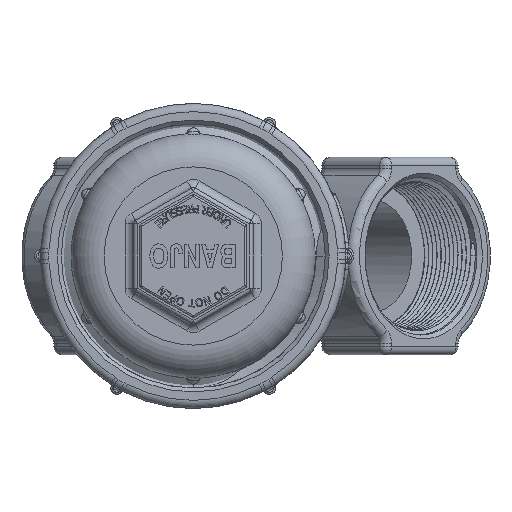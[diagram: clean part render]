
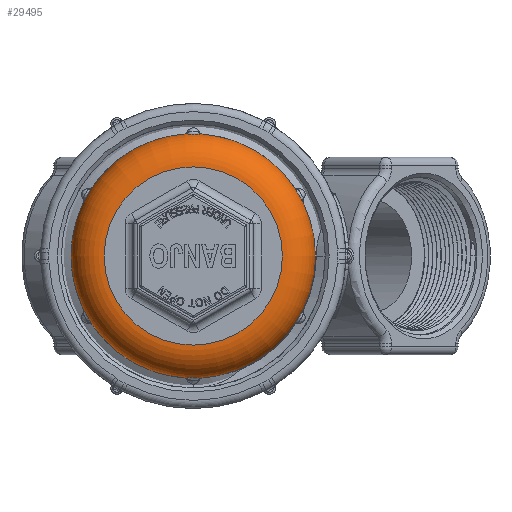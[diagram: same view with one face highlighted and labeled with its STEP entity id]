
A CAD part, front view. The second image highlights one B-rep face of the part: STEP entity #29495.
In plain terms, the highlighted toroidal (fillet/blend) face has major radius 34.319 mm and minor radius 12.7 mm.
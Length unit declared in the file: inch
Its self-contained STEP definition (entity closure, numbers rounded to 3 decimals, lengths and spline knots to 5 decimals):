
#243=TOROIDAL_SURFACE('',#32169,1.35115,0.5);
#2989=FACE_OUTER_BOUND('',#4781,.T.);
#4781=EDGE_LOOP('',(#23242,#23243,#23244,#23245,#23246,#23247,#23248,#23249,
#23250,#23251,#23252,#23253,#23254,#23255,#23256,#23257,#23258));
#6256=CIRCLE('',#31895,1.85115);
#6257=CIRCLE('',#31896,1.85115);
#6258=CIRCLE('',#31897,1.85115);
#6259=CIRCLE('',#31898,1.85115);
#6260=CIRCLE('',#31899,1.85115);
#6261=CIRCLE('',#31900,1.85115);
#6262=CIRCLE('',#31901,1.85115);
#6291=CIRCLE('',#31950,1.35115);
#6409=CIRCLE('',#32170,0.5);
#7058=B_SPLINE_CURVE_WITH_KNOTS('',3,(#57332,#57333,#57334,#57335,#57336,
#57337,#57338),.UNSPECIFIED.,.F.,.F.,(4,1,1,1,4),(-3.08979,-2.87316,
-2.76485,-2.54822,-2.33159),.UNSPECIFIED.);
#7061=B_SPLINE_CURVE_WITH_KNOTS('',3,(#57428,#57429,#57430,#57431,#57432,
#57433,#57434),.UNSPECIFIED.,.F.,.F.,(4,1,1,1,4),(-3.08979,-2.87316,
-2.76485,-2.54822,-2.33159),.UNSPECIFIED.);
#7062=B_SPLINE_CURVE_WITH_KNOTS('',3,(#57436,#57437,#57438,#57439,#57440),
 .UNSPECIFIED.,.F.,.F.,(4,1,4),(-0.37913,-0.21663,0.),
 .UNSPECIFIED.);
#7063=B_SPLINE_CURVE_WITH_KNOTS('',3,(#57442,#57443,#57444,#57445,#57446,
#57447),.UNSPECIFIED.,.F.,.F.,(4,1,1,4),(-0.75821,-0.54158,
-0.43326,-0.37913),.UNSPECIFIED.);
#7064=B_SPLINE_CURVE_WITH_KNOTS('',3,(#57448,#57449,#57450,#57451,#57452,
#57453,#57454),.UNSPECIFIED.,.F.,.F.,(4,1,1,1,4),(-0.75821,-0.54158,
-0.32495,-0.10832,0.),.UNSPECIFIED.);
#7065=B_SPLINE_CURVE_WITH_KNOTS('',3,(#57455,#57456,#57457,#57458,#57459,
#57460,#57461),.UNSPECIFIED.,.F.,.F.,(4,1,1,1,4),(-0.75821,-0.54158,
-0.32495,-0.10832,0.),
 .UNSPECIFIED.);
#7066=B_SPLINE_CURVE_WITH_KNOTS('',3,(#57462,#57463,#57464,#57465,#57466,
#57467,#57468),.UNSPECIFIED.,.F.,.F.,(4,1,1,1,4),(-3.08979,-2.87316,
-2.76485,-2.54822,-2.33159),.UNSPECIFIED.);
#13303=VERTEX_POINT('',#56066);
#13304=VERTEX_POINT('',#56068);
#13309=VERTEX_POINT('',#56089);
#13310=VERTEX_POINT('',#56094);
#13315=VERTEX_POINT('',#56114);
#13316=VERTEX_POINT('',#56119);
#13321=VERTEX_POINT('',#56139);
#13322=VERTEX_POINT('',#56144);
#13327=VERTEX_POINT('',#56164);
#13328=VERTEX_POINT('',#56169);
#13333=VERTEX_POINT('',#56189);
#13334=VERTEX_POINT('',#56194);
#13339=VERTEX_POINT('',#56215);
#13383=VERTEX_POINT('',#56497);
#13513=VERTEX_POINT('',#57435);
#16721=EDGE_CURVE('',#13303,#13304,#6256,.T.);
#16727=EDGE_CURVE('',#13309,#13310,#6257,.T.);
#16733=EDGE_CURVE('',#13315,#13316,#6258,.T.);
#16739=EDGE_CURVE('',#13321,#13322,#6259,.T.);
#16745=EDGE_CURVE('',#13327,#13328,#6260,.T.);
#16751=EDGE_CURVE('',#13334,#13333,#6261,.F.);
#16757=EDGE_CURVE('',#13339,#13303,#6262,.T.);
#16821=EDGE_CURVE('',#13383,#13383,#6291,.T.);
#17052=EDGE_CURVE('',#13322,#13327,#7058,.T.);
#17057=EDGE_CURVE('',#13316,#13321,#7061,.T.);
#17058=EDGE_CURVE('',#13513,#13315,#7062,.T.);
#17059=EDGE_CURVE('',#13513,#13383,#6409,.T.);
#17060=EDGE_CURVE('',#13310,#13513,#7063,.T.);
#17061=EDGE_CURVE('',#13304,#13309,#7064,.T.);
#17062=EDGE_CURVE('',#13334,#13339,#7065,.T.);
#17063=EDGE_CURVE('',#13328,#13333,#7066,.T.);
#23242=ORIENTED_EDGE('',*,*,#17052,.F.);
#23243=ORIENTED_EDGE('',*,*,#16739,.F.);
#23244=ORIENTED_EDGE('',*,*,#17057,.F.);
#23245=ORIENTED_EDGE('',*,*,#16733,.F.);
#23246=ORIENTED_EDGE('',*,*,#17058,.F.);
#23247=ORIENTED_EDGE('',*,*,#17059,.T.);
#23248=ORIENTED_EDGE('',*,*,#16821,.T.);
#23249=ORIENTED_EDGE('',*,*,#17059,.F.);
#23250=ORIENTED_EDGE('',*,*,#17060,.F.);
#23251=ORIENTED_EDGE('',*,*,#16727,.F.);
#23252=ORIENTED_EDGE('',*,*,#17061,.F.);
#23253=ORIENTED_EDGE('',*,*,#16721,.F.);
#23254=ORIENTED_EDGE('',*,*,#16757,.F.);
#23255=ORIENTED_EDGE('',*,*,#17062,.F.);
#23256=ORIENTED_EDGE('',*,*,#16751,.T.);
#23257=ORIENTED_EDGE('',*,*,#17063,.F.);
#23258=ORIENTED_EDGE('',*,*,#16745,.F.);
#29495=ADVANCED_FACE('',(#2989),#243,.T.);
#31895=AXIS2_PLACEMENT_3D('',#56069,#35866,#35867);
#31896=AXIS2_PLACEMENT_3D('',#56095,#35870,#35871);
#31897=AXIS2_PLACEMENT_3D('',#56120,#35874,#35875);
#31898=AXIS2_PLACEMENT_3D('',#56145,#35878,#35879);
#31899=AXIS2_PLACEMENT_3D('',#56170,#35882,#35883);
#31900=AXIS2_PLACEMENT_3D('',#56195,#35886,#35887);
#31901=AXIS2_PLACEMENT_3D('',#56220,#35890,#35891);
#31950=AXIS2_PLACEMENT_3D('',#56498,#36014,#36015);
#32169=AXIS2_PLACEMENT_3D('',#57427,#36541,#36542);
#32170=AXIS2_PLACEMENT_3D('',#57441,#36543,#36544);
#35866=DIRECTION('center_axis',(0.,1.,0.));
#35867=DIRECTION('ref_axis',(-1.,0.,0.));
#35870=DIRECTION('center_axis',(0.,1.,0.));
#35871=DIRECTION('ref_axis',(-1.,0.,0.));
#35874=DIRECTION('center_axis',(0.,1.,0.));
#35875=DIRECTION('ref_axis',(-1.,0.,0.));
#35878=DIRECTION('center_axis',(0.,1.,0.));
#35879=DIRECTION('ref_axis',(-1.,0.,0.));
#35882=DIRECTION('center_axis',(0.,1.,0.));
#35883=DIRECTION('ref_axis',(-1.,0.,0.));
#35886=DIRECTION('center_axis',(0.,1.,0.));
#35887=DIRECTION('ref_axis',(-1.,0.,0.));
#35890=DIRECTION('center_axis',(0.,1.,0.));
#35891=DIRECTION('ref_axis',(-1.,0.,0.));
#36014=DIRECTION('center_axis',(0.,1.,0.));
#36015=DIRECTION('ref_axis',(-1.,0.,0.));
#36541=DIRECTION('center_axis',(0.,1.,0.));
#36542=DIRECTION('ref_axis',(0.,0.,1.));
#36543=DIRECTION('center_axis',(-1.,0.,0.));
#36544=DIRECTION('ref_axis',(0.,0.,-1.));
#56066=CARTESIAN_POINT('',(1.85115,-2.92,0.));
#56068=CARTESIAN_POINT('',(1.66,-2.92,-0.81925));
#56069=CARTESIAN_POINT('Origin',(0.,-2.92,0.));
#56089=CARTESIAN_POINT('',(1.53949,-2.92,-1.02798));
#56094=CARTESIAN_POINT('',(0.12051,-2.92,-1.84722));
#56095=CARTESIAN_POINT('Origin',(0.,-2.92,0.));
#56114=CARTESIAN_POINT('',(-0.12051,-2.92,-1.84722));
#56119=CARTESIAN_POINT('',(-1.53949,-2.92,-1.02798));
#56120=CARTESIAN_POINT('Origin',(0.,-2.92,0.));
#56139=CARTESIAN_POINT('',(-1.66,-2.92,-0.81925));
#56144=CARTESIAN_POINT('',(-1.66,-2.92,0.81925));
#56145=CARTESIAN_POINT('Origin',(0.,-2.92,0.));
#56164=CARTESIAN_POINT('',(-1.53949,-2.92,1.02798));
#56169=CARTESIAN_POINT('',(-0.12051,-2.92,1.84722));
#56170=CARTESIAN_POINT('Origin',(0.,-2.92,0.));
#56189=CARTESIAN_POINT('',(0.12051,-2.92,1.84722));
#56194=CARTESIAN_POINT('',(1.53949,-2.92,1.02798));
#56195=CARTESIAN_POINT('Origin',(0.,-2.92,0.));
#56215=CARTESIAN_POINT('',(1.66,-2.92,0.81925));
#56220=CARTESIAN_POINT('Origin',(0.,-2.92,0.));
#56497=CARTESIAN_POINT('',(0.,-3.42,-1.35115));
#56498=CARTESIAN_POINT('Origin',(0.,-3.42,0.));
#57332=CARTESIAN_POINT('Ctrl Pts',(-1.66,-2.92,
0.81925));
#57333=CARTESIAN_POINT('Ctrl Pts',(-1.65372,-2.94189,
0.83197));
#57334=CARTESIAN_POINT('Ctrl Pts',(-1.63734,-2.96891,
0.85955));
#57335=CARTESIAN_POINT('Ctrl Pts',(-1.60325,-2.98727,0.91692));
#57336=CARTESIAN_POINT('Ctrl Pts',(-1.5682,-2.97796,
0.97884));
#57337=CARTESIAN_POINT('Ctrl Pts',(-1.54733,-2.94179,
1.01623));
#57338=CARTESIAN_POINT('Ctrl Pts',(-1.53949,-2.92,1.02798));
#57427=CARTESIAN_POINT('Origin',(0.,-2.92,0.));
#57428=CARTESIAN_POINT('Ctrl Pts',(-1.53949,-2.92,
-1.02798));
#57429=CARTESIAN_POINT('Ctrl Pts',(-1.54736,-2.94189,
-1.01618));
#57430=CARTESIAN_POINT('Ctrl Pts',(-1.56306,-2.96891,-0.98821));
#57431=CARTESIAN_POINT('Ctrl Pts',(-1.5957,-2.98727,
-0.92999));
#57432=CARTESIAN_POINT('Ctrl Pts',(-1.6318,-2.97796,
-0.86868));
#57433=CARTESIAN_POINT('Ctrl Pts',(-1.65375,-2.94179,
-0.83191));
#57434=CARTESIAN_POINT('Ctrl Pts',(-1.66,-2.92,-0.81925));
#57435=CARTESIAN_POINT('',(0.,-2.98314,-1.84714));
#57436=CARTESIAN_POINT('Ctrl Pts',(0.,-2.98311,
-1.84714));
#57437=CARTESIAN_POINT('Ctrl Pts',(-0.02069,-2.9831,
-1.84716));
#57438=CARTESIAN_POINT('Ctrl Pts',(-0.06895,-2.97344,
-1.8476));
#57439=CARTESIAN_POINT('Ctrl Pts',(-0.10642,-2.94179,
-1.84814));
#57440=CARTESIAN_POINT('Ctrl Pts',(-0.12051,-2.92,-1.84722));
#57441=CARTESIAN_POINT('Origin',(0.,-2.92,-1.35115));
#57442=CARTESIAN_POINT('Ctrl Pts',(0.12051,-2.92,
-1.84722));
#57443=CARTESIAN_POINT('Ctrl Pts',(0.10635,-2.94189,
-1.84815));
#57444=CARTESIAN_POINT('Ctrl Pts',(0.07428,-2.96891,
-1.84775));
#57445=CARTESIAN_POINT('Ctrl Pts',(0.02757,-2.98176,
-1.84717));
#57446=CARTESIAN_POINT('Ctrl Pts',(0.00689,-2.98312,
-1.84713));
#57447=CARTESIAN_POINT('Ctrl Pts',(0.,-2.98311,
-1.84714));
#57448=CARTESIAN_POINT('Ctrl Pts',(1.66,-2.92,-0.81925));
#57449=CARTESIAN_POINT('Ctrl Pts',(1.65372,-2.94189,-0.83197));
#57450=CARTESIAN_POINT('Ctrl Pts',(1.63181,-2.97795,-0.86868));
#57451=CARTESIAN_POINT('Ctrl Pts',(1.58843,-2.98933,-0.9423));
#57452=CARTESIAN_POINT('Ctrl Pts',(1.55708,-2.96131,-0.99937));
#57453=CARTESIAN_POINT('Ctrl Pts',(1.54341,-2.9309,-1.0221));
#57454=CARTESIAN_POINT('Ctrl Pts',(1.53949,-2.92,-1.02798));
#57455=CARTESIAN_POINT('Ctrl Pts',(1.53949,-2.92,1.02798));
#57456=CARTESIAN_POINT('Ctrl Pts',(1.54736,-2.94189,1.01618));
#57457=CARTESIAN_POINT('Ctrl Pts',(1.5682,-2.97795,0.97885));
#57458=CARTESIAN_POINT('Ctrl Pts',(1.61027,-2.98933,0.90447));
#57459=CARTESIAN_POINT('Ctrl Pts',(1.64402,-2.96131,0.84879));
#57460=CARTESIAN_POINT('Ctrl Pts',(1.65687,-2.9309,0.82558));
#57461=CARTESIAN_POINT('Ctrl Pts',(1.66,-2.92,0.81925));
#57462=CARTESIAN_POINT('Ctrl Pts',(-0.12051,-2.92,
1.84722));
#57463=CARTESIAN_POINT('Ctrl Pts',(-0.10635,-2.94189,
1.84815));
#57464=CARTESIAN_POINT('Ctrl Pts',(-0.07428,-2.96891,
1.84775));
#57465=CARTESIAN_POINT('Ctrl Pts',(-0.00755,-2.98727,
1.84691));
#57466=CARTESIAN_POINT('Ctrl Pts',(0.0636,-2.97796,
1.84752));
#57467=CARTESIAN_POINT('Ctrl Pts',(0.10642,-2.94179,
1.84814));
#57468=CARTESIAN_POINT('Ctrl Pts',(0.12051,-2.92,
1.84722));
